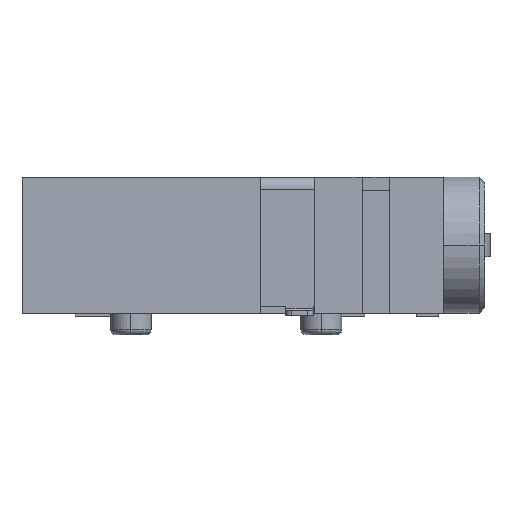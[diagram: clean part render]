
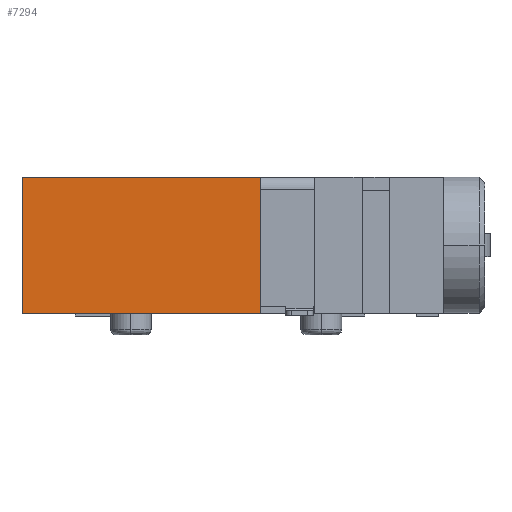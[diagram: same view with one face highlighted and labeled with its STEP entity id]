
A CAD part, top view. The second image highlights one B-rep face of the part: STEP entity #7294.
In plain terms, the highlighted planar face has unit normal (0, 0, 1).
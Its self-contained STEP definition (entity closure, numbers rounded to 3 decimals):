
#84 = LINE ( 'NONE', #1337, #7881 ) ;
#270 = LINE ( 'NONE', #4821, #5676 ) ;
#485 = LINE ( 'NONE', #5153, #1861 ) ;
#548 = ORIENTED_EDGE ( 'NONE', *, *, #5103, .F. ) ;
#604 = EDGE_CURVE ( 'NONE', #7850, #6501, #84, .T. ) ;
#677 = VERTEX_POINT ( 'NONE', #5889 ) ;
#1089 = ORIENTED_EDGE ( 'NONE', *, *, #1587, .T. ) ;
#1229 = DIRECTION ( 'NONE',  ( -1., 0., 0. ) ) ;
#1337 = CARTESIAN_POINT ( 'NONE',  ( -15.5, 2.5, 3. ) ) ;
#1459 = VECTOR ( 'NONE', #1229, 1000. ) ;
#1587 = EDGE_CURVE ( 'NONE', #677, #6501, #6396, .T. ) ;
#1861 = VECTOR ( 'NONE', #6346, 1000. ) ;
#2081 = EDGE_LOOP ( 'NONE', ( #6858, #548, #6692, #1089 ) ) ;
#2237 = CARTESIAN_POINT ( 'NONE',  ( -6.75, -2.5, 3. ) ) ;
#2337 = CARTESIAN_POINT ( 'NONE',  ( -15.5, 2.5, 3. ) ) ;
#2607 = VERTEX_POINT ( 'NONE', #2237 ) ;
#3019 = DIRECTION ( 'NONE',  ( 0., 0., 1. ) ) ;
#3987 = AXIS2_PLACEMENT_3D ( 'NONE', #2337, #3019, #5593 ) ;
#4055 = EDGE_CURVE ( 'NONE', #2607, #677, #270, .T. ) ;
#4821 = CARTESIAN_POINT ( 'NONE',  ( -6.75, 2.5, 3. ) ) ;
#5103 = EDGE_CURVE ( 'NONE', #2607, #7850, #485, .T. ) ;
#5153 = CARTESIAN_POINT ( 'NONE',  ( -15.5, -2.5, 3. ) ) ;
#5452 = FACE_OUTER_BOUND ( 'NONE', #2081, .T. ) ;
#5593 = DIRECTION ( 'NONE',  ( 0., -1., 0. ) ) ;
#5676 = VECTOR ( 'NONE', #6752, 1000. ) ;
#5889 = CARTESIAN_POINT ( 'NONE',  ( -6.75, 2.5, 3. ) ) ;
#6346 = DIRECTION ( 'NONE',  ( -1., 0., 0. ) ) ;
#6362 = CARTESIAN_POINT ( 'NONE',  ( -15.5, -2.5, 3. ) ) ;
#6396 = LINE ( 'NONE', #7099, #1459 ) ;
#6501 = VERTEX_POINT ( 'NONE', #7646 ) ;
#6692 = ORIENTED_EDGE ( 'NONE', *, *, #4055, .T. ) ;
#6752 = DIRECTION ( 'NONE',  ( 0., 1., 0. ) ) ;
#6858 = ORIENTED_EDGE ( 'NONE', *, *, #604, .F. ) ;
#7099 = CARTESIAN_POINT ( 'NONE',  ( -15.5, 2.5, 3. ) ) ;
#7294 = ADVANCED_FACE ( 'NONE', ( #5452 ), #7977, .T. ) ;
#7646 = CARTESIAN_POINT ( 'NONE',  ( -15.5, 2.5, 3. ) ) ;
#7850 = VERTEX_POINT ( 'NONE', #6362 ) ;
#7877 = DIRECTION ( 'NONE',  ( 0., 1., 0. ) ) ;
#7881 = VECTOR ( 'NONE', #7877, 1000. ) ;
#7977 = PLANE ( 'NONE',  #3987 ) ;
